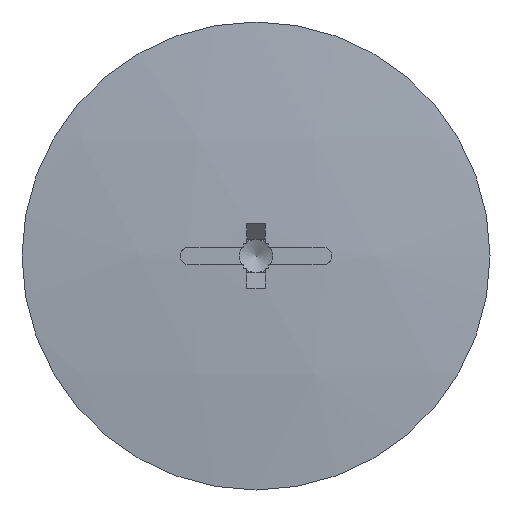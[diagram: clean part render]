
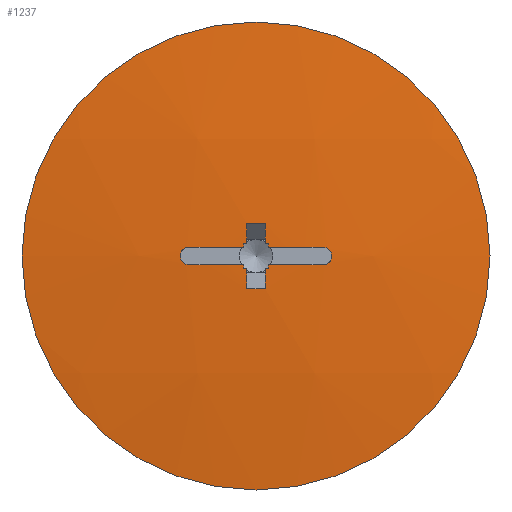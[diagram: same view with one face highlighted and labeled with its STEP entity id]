
A CAD part, left-side view. The second image highlights one B-rep face of the part: STEP entity #1237.
In plain terms, the highlighted spherical face has radius 292.717 mm.
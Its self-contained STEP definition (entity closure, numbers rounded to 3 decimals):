
#15=ELLIPSE('',#1344,1.301,1.3);
#16=ELLIPSE('',#1349,1.301,1.3);
#17=SPHERICAL_SURFACE('',#1339,292.717);
#36=FACE_BOUND('',#211,.T.);
#133=FACE_OUTER_BOUND('',#210,.T.);
#210=EDGE_LOOP('',(#941));
#211=EDGE_LOOP('',(#942,#943,#944,#945,#946,#947,#948,#949,#950,#951,#952,
#953,#954,#955,#956,#957,#958,#959,#960,#961));
#471=CIRCLE('',#1314,292.711);
#472=CIRCLE('',#1316,292.711);
#473=CIRCLE('',#1318,292.711);
#474=CIRCLE('',#1320,292.711);
#475=CIRCLE('',#1322,292.711);
#476=CIRCLE('',#1324,292.711);
#477=CIRCLE('',#1326,292.711);
#478=CIRCLE('',#1328,292.711);
#479=CIRCLE('',#1330,292.714);
#480=CIRCLE('',#1332,292.713);
#484=CIRCLE('',#1340,35.);
#485=CIRCLE('',#1341,292.676);
#486=CIRCLE('',#1342,292.713);
#487=CIRCLE('',#1343,292.714);
#488=CIRCLE('',#1345,292.714);
#489=CIRCLE('',#1346,292.713);
#490=CIRCLE('',#1347,292.676);
#491=CIRCLE('',#1348,292.713);
#492=CIRCLE('',#1350,292.714);
#542=VERTEX_POINT('',#3167);
#543=VERTEX_POINT('',#3168);
#547=VERTEX_POINT('',#3180);
#548=VERTEX_POINT('',#3181);
#552=VERTEX_POINT('',#3193);
#553=VERTEX_POINT('',#3194);
#557=VERTEX_POINT('',#3206);
#558=VERTEX_POINT('',#3207);
#562=VERTEX_POINT('',#3219);
#565=VERTEX_POINT('',#3229);
#568=VERTEX_POINT('',#3239);
#571=VERTEX_POINT('',#3249);
#576=VERTEX_POINT('',#3263);
#579=VERTEX_POINT('',#3271);
#581=VERTEX_POINT('',#3283);
#582=VERTEX_POINT('',#3285);
#583=VERTEX_POINT('',#3288);
#584=VERTEX_POINT('',#3290);
#585=VERTEX_POINT('',#3293);
#586=VERTEX_POINT('',#3295);
#587=VERTEX_POINT('',#3298);
#671=EDGE_CURVE('',#542,#543,#471,.T.);
#676=EDGE_CURVE('',#547,#548,#472,.T.);
#681=EDGE_CURVE('',#552,#553,#473,.T.);
#686=EDGE_CURVE('',#557,#558,#474,.T.);
#691=EDGE_CURVE('',#562,#557,#475,.T.);
#695=EDGE_CURVE('',#548,#565,#476,.T.);
#699=EDGE_CURVE('',#568,#552,#477,.T.);
#703=EDGE_CURVE('',#571,#542,#478,.T.);
#710=EDGE_CURVE('',#543,#576,#479,.T.);
#714=EDGE_CURVE('',#553,#579,#480,.T.);
#719=EDGE_CURVE('',#581,#581,#484,.T.);
#720=EDGE_CURVE('',#579,#582,#485,.T.);
#721=EDGE_CURVE('',#582,#547,#486,.T.);
#722=EDGE_CURVE('',#565,#583,#487,.T.);
#723=EDGE_CURVE('',#583,#584,#15,.T.);
#724=EDGE_CURVE('',#584,#562,#488,.T.);
#725=EDGE_CURVE('',#558,#585,#489,.T.);
#726=EDGE_CURVE('',#585,#586,#490,.T.);
#727=EDGE_CURVE('',#586,#571,#491,.T.);
#728=EDGE_CURVE('',#576,#587,#16,.T.);
#729=EDGE_CURVE('',#587,#568,#492,.T.);
#941=ORIENTED_EDGE('',*,*,#719,.F.);
#942=ORIENTED_EDGE('',*,*,#699,.T.);
#943=ORIENTED_EDGE('',*,*,#681,.T.);
#944=ORIENTED_EDGE('',*,*,#714,.T.);
#945=ORIENTED_EDGE('',*,*,#720,.T.);
#946=ORIENTED_EDGE('',*,*,#721,.T.);
#947=ORIENTED_EDGE('',*,*,#676,.T.);
#948=ORIENTED_EDGE('',*,*,#695,.T.);
#949=ORIENTED_EDGE('',*,*,#722,.T.);
#950=ORIENTED_EDGE('',*,*,#723,.T.);
#951=ORIENTED_EDGE('',*,*,#724,.T.);
#952=ORIENTED_EDGE('',*,*,#691,.T.);
#953=ORIENTED_EDGE('',*,*,#686,.T.);
#954=ORIENTED_EDGE('',*,*,#725,.T.);
#955=ORIENTED_EDGE('',*,*,#726,.T.);
#956=ORIENTED_EDGE('',*,*,#727,.T.);
#957=ORIENTED_EDGE('',*,*,#703,.T.);
#958=ORIENTED_EDGE('',*,*,#671,.T.);
#959=ORIENTED_EDGE('',*,*,#710,.T.);
#960=ORIENTED_EDGE('',*,*,#728,.T.);
#961=ORIENTED_EDGE('',*,*,#729,.T.);
#1237=ADVANCED_FACE('',(#133,#36),#17,.T.);
#1314=AXIS2_PLACEMENT_3D('',#3169,#1480,#1481);
#1316=AXIS2_PLACEMENT_3D('',#3182,#1487,#1488);
#1318=AXIS2_PLACEMENT_3D('',#3195,#1494,#1495);
#1320=AXIS2_PLACEMENT_3D('',#3208,#1501,#1502);
#1322=AXIS2_PLACEMENT_3D('',#3220,#1508,#1509);
#1324=AXIS2_PLACEMENT_3D('',#3230,#1514,#1515);
#1326=AXIS2_PLACEMENT_3D('',#3240,#1520,#1521);
#1328=AXIS2_PLACEMENT_3D('',#3250,#1526,#1527);
#1330=AXIS2_PLACEMENT_3D('',#3265,#1535,#1536);
#1332=AXIS2_PLACEMENT_3D('',#3273,#1542,#1543);
#1339=AXIS2_PLACEMENT_3D('',#3282,#1557,#1558);
#1340=AXIS2_PLACEMENT_3D('',#3284,#1559,#1560);
#1341=AXIS2_PLACEMENT_3D('',#3286,#1561,#1562);
#1342=AXIS2_PLACEMENT_3D('',#3287,#1563,#1564);
#1343=AXIS2_PLACEMENT_3D('',#3289,#1565,#1566);
#1344=AXIS2_PLACEMENT_3D('',#3291,#1567,#1568);
#1345=AXIS2_PLACEMENT_3D('',#3292,#1569,#1570);
#1346=AXIS2_PLACEMENT_3D('',#3294,#1571,#1572);
#1347=AXIS2_PLACEMENT_3D('',#3296,#1573,#1574);
#1348=AXIS2_PLACEMENT_3D('',#3297,#1575,#1576);
#1349=AXIS2_PLACEMENT_3D('',#3299,#1577,#1578);
#1350=AXIS2_PLACEMENT_3D('',#3300,#1579,#1580);
#1480=DIRECTION('center_axis',(0.,-1.,0.));
#1481=DIRECTION('ref_axis',(0.,0.,1.));
#1487=DIRECTION('center_axis',(0.,0.,-1.));
#1488=DIRECTION('ref_axis',(0.,-1.,0.));
#1494=DIRECTION('center_axis',(0.,0.,-1.));
#1495=DIRECTION('ref_axis',(0.,-1.,0.));
#1501=DIRECTION('center_axis',(0.,0.,
1.));
#1502=DIRECTION('ref_axis',(0.,1.,0.));
#1508=DIRECTION('center_axis',(0.,1.,0.));
#1509=DIRECTION('ref_axis',(0.,0.,-1.));
#1514=DIRECTION('center_axis',(0.,1.,0.));
#1515=DIRECTION('ref_axis',(0.,0.,-1.));
#1520=DIRECTION('center_axis',(0.,-1.,0.));
#1521=DIRECTION('ref_axis',(0.,0.,1.));
#1526=DIRECTION('center_axis',(0.,0.,
1.));
#1527=DIRECTION('ref_axis',(0.,1.,0.));
#1535=DIRECTION('center_axis',(0.,0.,1.));
#1536=DIRECTION('ref_axis',(0.,1.,0.));
#1542=DIRECTION('center_axis',(0.,-1.,0.));
#1543=DIRECTION('ref_axis',(0.,0.,1.));
#1557=DIRECTION('center_axis',(0.,0.,1.));
#1558=DIRECTION('ref_axis',(1.,0.,0.));
#1559=DIRECTION('center_axis',(1.,0.,0.));
#1560=DIRECTION('ref_axis',(0.,0.,-1.));
#1561=DIRECTION('center_axis',(0.,0.,-1.));
#1562=DIRECTION('ref_axis',(0.,-1.,0.));
#1563=DIRECTION('center_axis',(0.,1.,0.));
#1564=DIRECTION('ref_axis',(0.,0.,-1.));
#1565=DIRECTION('center_axis',(0.,0.,-1.));
#1566=DIRECTION('ref_axis',(0.,-1.,0.));
#1567=DIRECTION('center_axis',(0.999,-0.034,0.));
#1568=DIRECTION('ref_axis',(0.034,0.999,0.));
#1569=DIRECTION('center_axis',(0.,0.,1.));
#1570=DIRECTION('ref_axis',(0.,1.,0.));
#1571=DIRECTION('center_axis',(0.,1.,0.));
#1572=DIRECTION('ref_axis',(0.,0.,-1.));
#1573=DIRECTION('center_axis',(0.,0.,
1.));
#1574=DIRECTION('ref_axis',(0.,1.,0.));
#1575=DIRECTION('center_axis',(0.,-1.,0.));
#1576=DIRECTION('ref_axis',(0.,0.,1.));
#1577=DIRECTION('center_axis',(0.999,0.034,0.));
#1578=DIRECTION('ref_axis',(0.034,-0.999,0.));
#1579=DIRECTION('center_axis',(0.,0.,-1.));
#1580=DIRECTION('ref_axis',(0.,-1.,0.));
#3167=CARTESIAN_POINT('',(-16.989,-1.825,1.825));
#3168=CARTESIAN_POINT('',(-16.991,-1.825,1.3));
#3169=CARTESIAN_POINT('Origin',(275.717,-1.825,0.));
#3180=CARTESIAN_POINT('',(-16.991,1.385,-1.825));
#3181=CARTESIAN_POINT('',(-16.989,1.825,-1.825));
#3182=CARTESIAN_POINT('Origin',(275.717,0.,-1.825));
#3193=CARTESIAN_POINT('',(-16.989,-1.825,-1.825));
#3194=CARTESIAN_POINT('',(-16.991,-1.385,-1.825));
#3195=CARTESIAN_POINT('Origin',(275.717,0.,-1.825));
#3206=CARTESIAN_POINT('',(-16.989,1.825,1.825));
#3207=CARTESIAN_POINT('',(-16.991,1.385,1.825));
#3208=CARTESIAN_POINT('Origin',(275.717,0.,1.825));
#3219=CARTESIAN_POINT('',(-16.991,1.825,1.3));
#3220=CARTESIAN_POINT('Origin',(275.717,1.825,0.));
#3229=CARTESIAN_POINT('',(-16.991,1.825,-1.3));
#3230=CARTESIAN_POINT('Origin',(275.717,1.825,0.));
#3239=CARTESIAN_POINT('',(-16.991,-1.825,-1.3));
#3240=CARTESIAN_POINT('Origin',(275.717,-1.825,0.));
#3249=CARTESIAN_POINT('',(-16.991,-1.385,1.825));
#3250=CARTESIAN_POINT('Origin',(275.717,0.,1.825));
#3263=CARTESIAN_POINT('',(-16.825,-10.05,1.3));
#3265=CARTESIAN_POINT('Origin',(275.717,0.,1.3));
#3271=CARTESIAN_POINT('',(-16.956,-1.385,-4.9));
#3273=CARTESIAN_POINT('Origin',(275.717,-1.385,0.));
#3282=CARTESIAN_POINT('Origin',(275.717,0.,0.));
#3283=CARTESIAN_POINT('',(-14.9,35.,0.));
#3284=CARTESIAN_POINT('Origin',(-14.9,0.,0.));
#3285=CARTESIAN_POINT('',(-16.956,1.385,-4.9));
#3286=CARTESIAN_POINT('Origin',(275.717,0.,-4.9));
#3287=CARTESIAN_POINT('Origin',(275.717,1.385,0.));
#3288=CARTESIAN_POINT('',(-16.825,10.05,-1.3));
#3289=CARTESIAN_POINT('Origin',(275.717,0.,-1.3));
#3290=CARTESIAN_POINT('',(-16.825,10.05,1.3));
#3291=CARTESIAN_POINT('Origin',(-16.825,10.05,0.));
#3292=CARTESIAN_POINT('Origin',(275.717,0.,1.3));
#3293=CARTESIAN_POINT('',(-16.956,1.385,4.9));
#3294=CARTESIAN_POINT('Origin',(275.717,1.385,0.));
#3295=CARTESIAN_POINT('',(-16.956,-1.385,4.9));
#3296=CARTESIAN_POINT('Origin',(275.717,0.,
4.9));
#3297=CARTESIAN_POINT('Origin',(275.717,-1.385,0.));
#3298=CARTESIAN_POINT('',(-16.825,-10.05,-1.3));
#3299=CARTESIAN_POINT('Origin',(-16.825,-10.05,0.));
#3300=CARTESIAN_POINT('Origin',(275.717,0.,-1.3));
